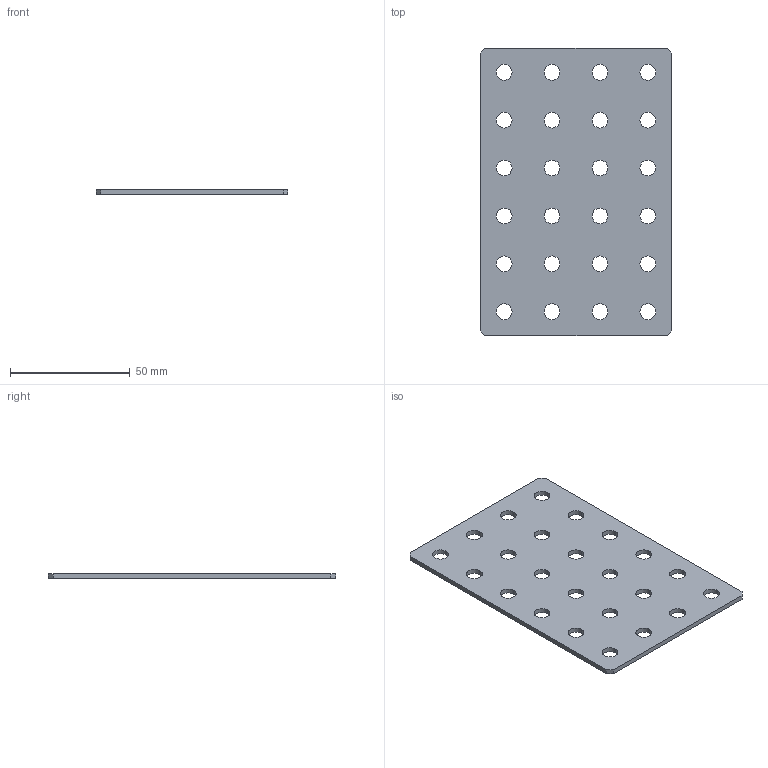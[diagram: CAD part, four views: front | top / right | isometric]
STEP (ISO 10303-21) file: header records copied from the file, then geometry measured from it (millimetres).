
FILE_DESCRIPTION (( 'STEP AP203' ), '1' );
FILE_NAME ('Ï-ïëàñòèíà 20 ñåðèÿ 80120 24 îòâ.STEP', '2023-08-15T13:47:24', ( '' ), ( '' ), 'SwSTEP 2.0', 'SolidWorks 2022', '' );
FILE_SCHEMA (( 'CONFIG_CONTROL_DESIGN' ));
Length unit declared in the file: millimetre
Products named in the file (1): П-пластина 20 серия 80120  24 отв
Bounding box: 80 x 120 x 2 mm (x, y, z)
Volume: 17541.8 mm3; surface area: 19327.7 mm2
Topology: 1 solids, 1 shells, 58 faces, 168 edges, 112 vertices
Faces by surface type: cylinder 48, plane 10
Entity records: 2141 total; most frequent: DIRECTION 382, CARTESIAN_POINT 339, ORIENTED_EDGE 336, EDGE_CURVE 168, AXIS2_PLACEMENT_3D 155, VERTEX_POINT 112, EDGE_LOOP 106, CIRCLE 96
